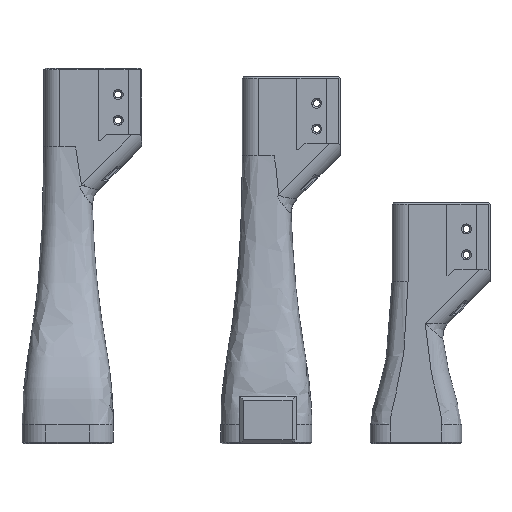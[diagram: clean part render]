
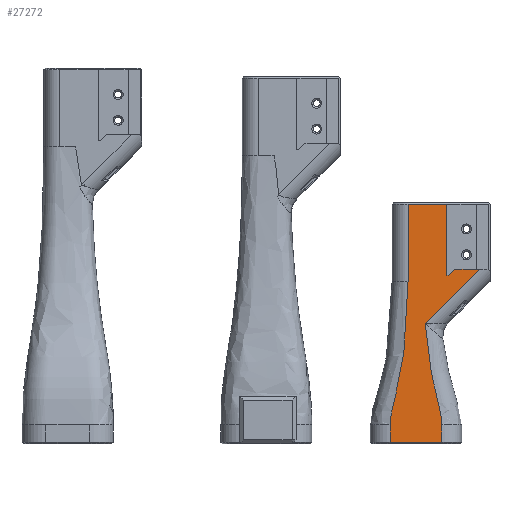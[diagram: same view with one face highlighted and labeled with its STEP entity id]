
A CAD part, front view. The second image highlights one B-rep face of the part: STEP entity #27272.
In plain terms, the highlighted planar face has unit normal (0, -1, 0).
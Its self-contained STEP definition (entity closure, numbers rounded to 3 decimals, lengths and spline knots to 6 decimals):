
#262=PLANE('',#29073);
#905=B_SPLINE_CURVE_WITH_KNOTS('',3,(#39904,#39905,#39906,#39907),
 .UNSPECIFIED.,.F.,.F.,(4,4),(0.,1.),.PIECEWISE_BEZIER_KNOTS.);
#906=B_SPLINE_CURVE_WITH_KNOTS('',3,(#39912,#39913,#39914,#39915),
 .UNSPECIFIED.,.F.,.F.,(4,4),(0.,1.),.PIECEWISE_BEZIER_KNOTS.);
#2468=LINE('',#39897,#4130);
#2469=LINE('',#39901,#4131);
#2470=LINE('',#39908,#4132);
#2471=LINE('',#39910,#4133);
#2472=LINE('',#39917,#4134);
#2473=LINE('',#39919,#4135);
#2474=LINE('',#39921,#4136);
#2475=LINE('',#39923,#4137);
#2476=LINE('',#39925,#4138);
#2477=LINE('',#39927,#4139);
#4130=VECTOR('',#32143,1.);
#4131=VECTOR('',#32148,1.);
#4132=VECTOR('',#32149,1.);
#4133=VECTOR('',#32150,1.);
#4134=VECTOR('',#32151,1.);
#4135=VECTOR('',#32152,1.);
#4136=VECTOR('',#32153,1.);
#4137=VECTOR('',#32154,1.);
#4138=VECTOR('',#32155,1.);
#4139=VECTOR('',#32156,1.);
#5894=ORIENTED_EDGE('',*,*,#14515,.T.);
#5895=ORIENTED_EDGE('',*,*,#14516,.T.);
#5896=ORIENTED_EDGE('',*,*,#14513,.F.);
#5897=ORIENTED_EDGE('',*,*,#14517,.T.);
#5898=ORIENTED_EDGE('',*,*,#14518,.T.);
#5899=ORIENTED_EDGE('',*,*,#14519,.F.);
#5900=ORIENTED_EDGE('',*,*,#14520,.T.);
#5901=ORIENTED_EDGE('',*,*,#14521,.F.);
#5902=ORIENTED_EDGE('',*,*,#14522,.T.);
#5903=ORIENTED_EDGE('',*,*,#14523,.F.);
#5904=ORIENTED_EDGE('',*,*,#14524,.F.);
#5905=ORIENTED_EDGE('',*,*,#14525,.T.);
#14513=EDGE_CURVE('',#18816,#18817,#2468,.T.);
#14515=EDGE_CURVE('',#18818,#18819,#2469,.F.);
#14516=EDGE_CURVE('',#18819,#18817,#905,.T.);
#14517=EDGE_CURVE('',#18816,#18820,#2470,.T.);
#14518=EDGE_CURVE('',#18820,#18821,#2471,.T.);
#14519=EDGE_CURVE('',#18822,#18821,#906,.T.);
#14520=EDGE_CURVE('',#18822,#18823,#2472,.F.);
#14521=EDGE_CURVE('',#18824,#18823,#2473,.T.);
#14522=EDGE_CURVE('',#18824,#18825,#2474,.T.);
#14523=EDGE_CURVE('',#18826,#18825,#2475,.T.);
#14524=EDGE_CURVE('',#18827,#18826,#2476,.T.);
#14525=EDGE_CURVE('',#18827,#18818,#2477,.T.);
#18816=VERTEX_POINT('',#39896);
#18817=VERTEX_POINT('',#39898);
#18818=VERTEX_POINT('',#39902);
#18819=VERTEX_POINT('',#39903);
#18820=VERTEX_POINT('',#39909);
#18821=VERTEX_POINT('',#39911);
#18822=VERTEX_POINT('',#39916);
#18823=VERTEX_POINT('',#39918);
#18824=VERTEX_POINT('',#39920);
#18825=VERTEX_POINT('',#39922);
#18826=VERTEX_POINT('',#39924);
#18827=VERTEX_POINT('',#39926);
#22824=EDGE_LOOP('',(#5894,#5895,#5896,#5897,#5898,#5899,#5900,#5901,#5902,
#5903,#5904,#5905));
#24736=FACE_BOUND('',#22824,.T.);
#27272=ADVANCED_FACE('',(#24736),#262,.T.);
#29073=AXIS2_PLACEMENT_3D('',#39900,#32146,#32147);
#32143=DIRECTION('',(0.,0.,1.));
#32146=DIRECTION('',(0.,-1.,0.));
#32147=DIRECTION('',(0.,0.,-1.));
#32148=DIRECTION('',(0.,0.,1.));
#32149=DIRECTION('',(1.,0.,0.));
#32150=DIRECTION('',(0.,0.,1.));
#32151=DIRECTION('',(-0.707,0.,-0.707));
#32152=DIRECTION('',(1.,0.,0.));
#32153=DIRECTION('',(-0.707,0.,-0.707));
#32154=DIRECTION('',(1.,0.,0.));
#32155=DIRECTION('',(0.,0.,-1.));
#32156=DIRECTION('',(-1.,0.,0.));
#39896=CARTESIAN_POINT('',(0.081218,-0.006,-0.0044));
#39897=CARTESIAN_POINT('',(0.081218,-0.006,-0.0048));
#39898=CARTESIAN_POINT('',(0.081218,-0.006,0.));
#39900=CARTESIAN_POINT('',(0.087718,-0.006,-0.0048));
#39901=CARTESIAN_POINT('',(0.085718,-0.006,0.02918));
#39902=CARTESIAN_POINT('',(0.085718,-0.006,0.05558));
#39903=CARTESIAN_POINT('',(0.085718,-0.006,0.03614));
#39904=CARTESIAN_POINT('',(0.085718,-0.006,0.03614));
#39905=CARTESIAN_POINT('',(0.085718,-0.006,0.012028));
#39906=CARTESIAN_POINT('',(0.081218,-0.006,0.006028));
#39907=CARTESIAN_POINT('',(0.081218,-0.006,0.));
#39908=CARTESIAN_POINT('',(0.094218,-0.006,-0.0044));
#39909=CARTESIAN_POINT('',(0.094218,-0.006,-0.0044));
#39910=CARTESIAN_POINT('',(0.094218,-0.006,-0.0048));
#39911=CARTESIAN_POINT('',(0.094218,-0.006,0.));
#39912=CARTESIAN_POINT('',(0.089718,-0.006,0.03614));
#39913=CARTESIAN_POINT('',(0.089718,-0.006,0.012028));
#39914=CARTESIAN_POINT('',(0.094218,-0.006,0.006028));
#39915=CARTESIAN_POINT('',(0.094218,-0.006,0.));
#39916=CARTESIAN_POINT('',(0.090054,-0.006,0.025482));
#39917=CARTESIAN_POINT('',(0.092885,-0.006,0.028313));
#39918=CARTESIAN_POINT('',(0.103752,-0.006,0.03918));
#39919=CARTESIAN_POINT('',(0.100209,-0.006,0.03918));
#39920=CARTESIAN_POINT('',(0.09748,-0.006,0.03918));
#39921=CARTESIAN_POINT('',(0.096709,-0.006,0.03841));
#39922=CARTESIAN_POINT('',(0.095939,-0.006,0.03764));
#39923=CARTESIAN_POINT('',(0.095689,-0.006,0.03764));
#39924=CARTESIAN_POINT('',(0.095439,-0.006,0.03764));
#39925=CARTESIAN_POINT('',(0.095439,-0.006,0.045308));
#39926=CARTESIAN_POINT('',(0.095439,-0.006,0.05558));
#39927=CARTESIAN_POINT('',(0.092018,-0.006,0.05558));
